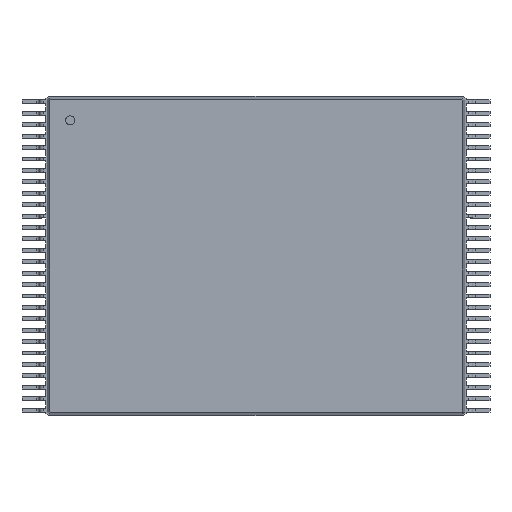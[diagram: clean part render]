
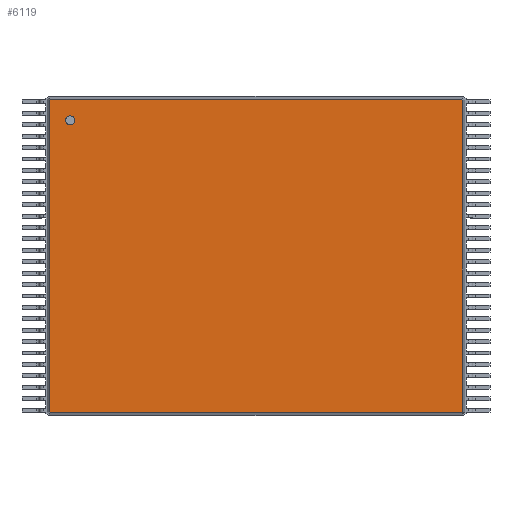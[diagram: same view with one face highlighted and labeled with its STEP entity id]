
A CAD part, top view. The second image highlights one B-rep face of the part: STEP entity #6119.
In plain terms, the highlighted planar face has unit normal (0, 0, 1).
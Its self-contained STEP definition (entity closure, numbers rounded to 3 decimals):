
#13=DIRECTION('',(0.,0.,1.));
#27=VECTOR('',#28,1.);
#28=DIRECTION('',(0.,-1.,0.));
#49=DIRECTION('',(0.,1.,0.));
#59=VECTOR('',#60,1.);
#60=DIRECTION('',(1.,0.,0.));
#84=DIRECTION('',(0.,0.,-1.));
#131=VECTOR('',#132,1.);
#132=DIRECTION('',(-1.,0.,0.));
#581=VECTOR('',#582,1.);
#582=DIRECTION('',(0.707,-0.707,0.));
#588=VECTOR('',#589,1.);
#589=DIRECTION('',(-0.707,-0.707,0.));
#600=VECTOR('',#601,1.);
#601=DIRECTION('',(-0.707,0.707,0.));
#607=VECTOR('',#49,1.);
#611=VECTOR('',#612,1.);
#612=DIRECTION('',(0.707,0.707,0.));
#1948=VERTEX_POINT('',#1949);
#1949=CARTESIAN_POINT('',(9.039,-6.805,1.6));
#1952=EDGE_CURVE('',#1953,#1948,#1955,.T.);
#1953=VERTEX_POINT('',#1954);
#1954=CARTESIAN_POINT('',(9.039,6.805,1.6));
#1955=LINE('',#1954,#27);
#6111=EDGE_CURVE('',#6112,#1953,#6114,.T.);
#6112=VERTEX_POINT('',#6113);
#6113=CARTESIAN_POINT('',(9.005,6.839,1.6));
#6114=LINE('',#6113,#581);
#6119=ADVANCED_FACE('',(#6120,#6152),#6161,.F.);
#6120=FACE_BOUND('',#6121,.F.);
#6121=EDGE_LOOP('',(#6122,#6127,#6128,#6129,#6134,#6139,#6144,#6149));
#6122=ORIENTED_EDGE('',*,*,#6123,.T.);
#6123=EDGE_CURVE('',#6124,#6112,#6126,.T.);
#6124=VERTEX_POINT('',#6125);
#6125=CARTESIAN_POINT('',(-9.005,6.839,1.6));
#6126=LINE('',#6125,#59);
#6127=ORIENTED_EDGE('',*,*,#6111,.T.);
#6128=ORIENTED_EDGE('',*,*,#1952,.T.);
#6129=ORIENTED_EDGE('',*,*,#6130,.T.);
#6130=EDGE_CURVE('',#1948,#6131,#6133,.T.);
#6131=VERTEX_POINT('',#6132);
#6132=CARTESIAN_POINT('',(9.005,-6.839,1.6));
#6133=LINE('',#1949,#588);
#6134=ORIENTED_EDGE('',*,*,#6135,.T.);
#6135=EDGE_CURVE('',#6131,#6136,#6138,.T.);
#6136=VERTEX_POINT('',#6137);
#6137=CARTESIAN_POINT('',(-9.005,-6.839,1.6));
#6138=LINE('',#6132,#131);
#6139=ORIENTED_EDGE('',*,*,#6140,.T.);
#6140=EDGE_CURVE('',#6136,#6141,#6143,.T.);
#6141=VERTEX_POINT('',#6142);
#6142=CARTESIAN_POINT('',(-9.039,-6.805,1.6));
#6143=LINE('',#6137,#600);
#6144=ORIENTED_EDGE('',*,*,#6145,.T.);
#6145=EDGE_CURVE('',#6141,#6146,#6148,.T.);
#6146=VERTEX_POINT('',#6147);
#6147=CARTESIAN_POINT('',(-9.039,6.805,1.6));
#6148=LINE('',#6142,#607);
#6149=ORIENTED_EDGE('',*,*,#6150,.T.);
#6150=EDGE_CURVE('',#6146,#6124,#6151,.T.);
#6151=LINE('',#6147,#611);
#6152=FACE_BOUND('',#6153,.F.);
#6153=EDGE_LOOP('',(#6154));
#6154=ORIENTED_EDGE('',*,*,#6155,.T.);
#6155=EDGE_CURVE('',#6156,#6156,#6158,.T.);
#6156=VERTEX_POINT('',#6157);
#6157=CARTESIAN_POINT('',(-8.139,5.739,1.6));
#6158=CIRCLE('',#6159,0.2);
#6159=AXIS2_PLACEMENT_3D('',#6160,#13,#28);
#6160=CARTESIAN_POINT('',(-8.139,5.939,1.6));
#6161=PLANE('',#6162);
#6162=AXIS2_PLACEMENT_3D('',#6125,#84,#6163);
#6163=DIRECTION('',(0.798,-0.603,0.));
